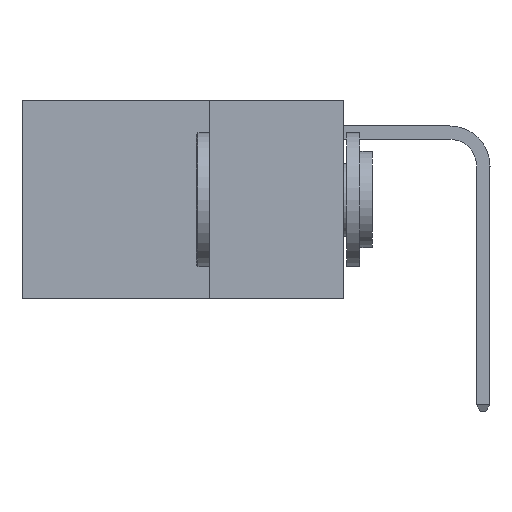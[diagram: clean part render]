
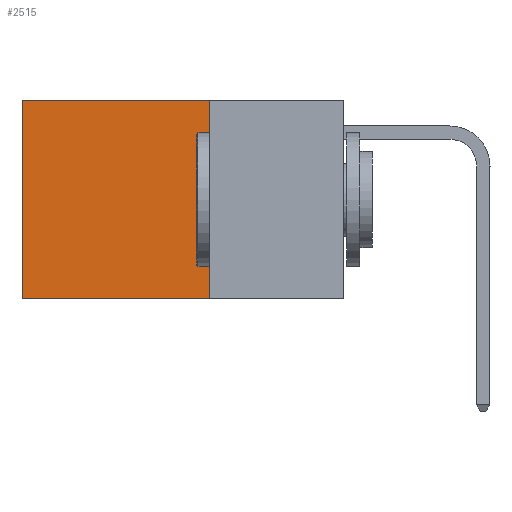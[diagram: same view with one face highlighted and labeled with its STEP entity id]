
A CAD part, left-side view. The second image highlights one B-rep face of the part: STEP entity #2515.
In plain terms, the highlighted planar face has unit normal (-1, 0, 0).
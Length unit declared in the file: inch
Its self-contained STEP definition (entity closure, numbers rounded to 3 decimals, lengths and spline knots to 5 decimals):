
#48 = DIRECTION ( 'NONE',  ( 0., 0., -1. ) ) ;
#191 = DIRECTION ( 'NONE',  ( 0., 0., -1. ) ) ;
#200 = EDGE_CURVE ( 'NONE', #13174, #15471, #22016, .T. ) ;
#228 = DIRECTION ( 'NONE',  ( 1., 0., 0. ) ) ;
#261 = PLANE ( 'NONE',  #6952 ) ;
#991 = CARTESIAN_POINT ( 'NONE',  ( 0.2625, 0.25, 0. ) ) ;
#2402 = CARTESIAN_POINT ( 'NONE',  ( 0.2625, 0.25, -0.37 ) ) ;
#2515 = ADVANCED_FACE ( 'NONE', ( #14204 ), #261, .F. ) ;
#3427 = CARTESIAN_POINT ( 'NONE',  ( 0.2625, 0.25, 0. ) ) ;
#4739 = ORIENTED_EDGE ( 'NONE', *, *, #200, .F. ) ;
#4882 = CARTESIAN_POINT ( 'NONE',  ( 0.2625, 0.6, 0. ) ) ;
#5377 = VERTEX_POINT ( 'NONE', #10622 ) ;
#5621 = DIRECTION ( 'NONE',  ( 0., 1., 0. ) ) ;
#6367 = ORIENTED_EDGE ( 'NONE', *, *, #6457, .T. ) ;
#6457 = EDGE_CURVE ( 'NONE', #26185, #5377, #23796, .T. ) ;
#6952 = AXIS2_PLACEMENT_3D ( 'NONE', #991, #228, #191 ) ;
#8103 = EDGE_CURVE ( 'NONE', #5377, #15471, #13014, .T. ) ;
#8328 = DIRECTION ( 'NONE',  ( 0., 1., 0. ) ) ;
#9003 = CARTESIAN_POINT ( 'NONE',  ( 0.2625, 0.25, -0.37 ) ) ;
#10565 = CARTESIAN_POINT ( 'NONE',  ( 0.2625, 0.6, -0.37 ) ) ;
#10607 = LINE ( 'NONE', #25742, #21285 ) ;
#10622 = CARTESIAN_POINT ( 'NONE',  ( 0.2625, 0.6, 0. ) ) ;
#11210 = CARTESIAN_POINT ( 'NONE',  ( 0.2625, 0.25, 0. ) ) ;
#12317 = ORIENTED_EDGE ( 'NONE', *, *, #8103, .T. ) ;
#12967 = EDGE_LOOP ( 'NONE', ( #12317, #4739, #14653, #6367 ) ) ;
#13014 = LINE ( 'NONE', #4882, #24347 ) ;
#13174 = VERTEX_POINT ( 'NONE', #2402 ) ;
#14204 = FACE_OUTER_BOUND ( 'NONE', #12967, .T. ) ;
#14653 = ORIENTED_EDGE ( 'NONE', *, *, #17918, .F. ) ;
#15471 = VERTEX_POINT ( 'NONE', #10565 ) ;
#16331 = VECTOR ( 'NONE', #8328, 39.37008 ) ;
#17918 = EDGE_CURVE ( 'NONE', #26185, #13174, #10607, .T. ) ;
#19849 = DIRECTION ( 'NONE',  ( 0., 0., -1. ) ) ;
#21285 = VECTOR ( 'NONE', #48, 39.37008 ) ;
#22016 = LINE ( 'NONE', #9003, #16331 ) ;
#23113 = VECTOR ( 'NONE', #5621, 39.37008 ) ;
#23796 = LINE ( 'NONE', #3427, #23113 ) ;
#24347 = VECTOR ( 'NONE', #19849, 39.37008 ) ;
#25742 = CARTESIAN_POINT ( 'NONE',  ( 0.2625, 0.25, 0. ) ) ;
#26185 = VERTEX_POINT ( 'NONE', #11210 ) ;
